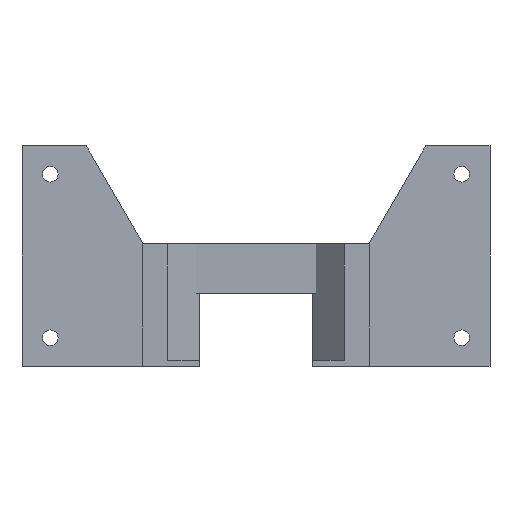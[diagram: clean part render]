
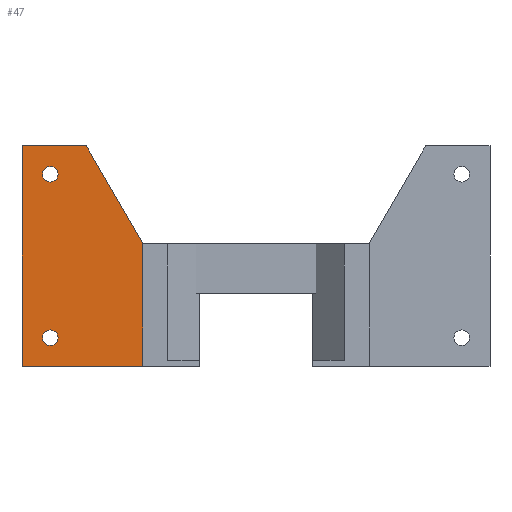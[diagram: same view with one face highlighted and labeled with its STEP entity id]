
A CAD part, front view. The second image highlights one B-rep face of the part: STEP entity #47.
In plain terms, the highlighted planar face has unit normal (0, -1, 0).
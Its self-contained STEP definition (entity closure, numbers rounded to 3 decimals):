
#21 = EDGE_CURVE ( 'NONE', #423, #655, #1005, .T. ) ;
#25 = AXIS2_PLACEMENT_3D ( 'NONE', #73, #66, #873 ) ;
#31 = AXIS2_PLACEMENT_3D ( 'NONE', #101, #189, #797 ) ;
#45 = VECTOR ( 'NONE', #376, 1000. ) ;
#47 = ADVANCED_FACE ( 'NONE', ( #152, #186, #749 ), #808, .F. ) ;
#48 = EDGE_CURVE ( 'NONE', #229, #72, #771, .T. ) ;
#63 = DIRECTION ( 'NONE',  ( 0., 0., 1. ) ) ;
#66 = DIRECTION ( 'NONE',  ( 0., 1., 0. ) ) ;
#68 = VERTEX_POINT ( 'NONE', #453 ) ;
#72 = VERTEX_POINT ( 'NONE', #721 ) ;
#73 = CARTESIAN_POINT ( 'NONE',  ( -36.5, 0., -4.325 ) ) ;
#74 = VERTEX_POINT ( 'NONE', #534 ) ;
#95 = ORIENTED_EDGE ( 'NONE', *, *, #478, .T. ) ;
#101 = CARTESIAN_POINT ( 'NONE',  ( 0., 0., 0. ) ) ;
#123 = ORIENTED_EDGE ( 'NONE', *, *, #983, .T. ) ;
#134 = EDGE_CURVE ( 'NONE', #72, #1112, #746, .T. ) ;
#144 = CARTESIAN_POINT ( 'NONE',  ( -36.5, 0., 18.815 ) ) ;
#150 = VERTEX_POINT ( 'NONE', #820 ) ;
#152 = FACE_OUTER_BOUND ( 'NONE', #239, .T. ) ;
#157 = AXIS2_PLACEMENT_3D ( 'NONE', #467, #1078, #275 ) ;
#186 = FACE_BOUND ( 'NONE', #824, .T. ) ;
#189 = DIRECTION ( 'NONE',  ( 0., 1., 0. ) ) ;
#197 = DIRECTION ( 'NONE',  ( 0., 0., 1. ) ) ;
#208 = EDGE_LOOP ( 'NONE', ( #123, #849 ) ) ;
#229 = VERTEX_POINT ( 'NONE', #651 ) ;
#235 = VECTOR ( 'NONE', #425, 1000. ) ;
#239 = EDGE_LOOP ( 'NONE', ( #795, #95, #686, #1047, #707, #362 ) ) ;
#275 = DIRECTION ( 'NONE',  ( 0., 0., 1. ) ) ;
#323 = CARTESIAN_POINT ( 'NONE',  ( -36.5, 0., 18.815 ) ) ;
#355 = CARTESIAN_POINT ( 'NONE',  ( -40.5, 0., 0. ) ) ;
#360 = EDGE_CURVE ( 'NONE', #68, #74, #435, .T. ) ;
#362 = ORIENTED_EDGE ( 'NONE', *, *, #997, .T. ) ;
#371 = CARTESIAN_POINT ( 'NONE',  ( -36.5, 0., -3.225 ) ) ;
#376 = DIRECTION ( 'NONE',  ( 1., 0., 0. ) ) ;
#408 = VERTEX_POINT ( 'NONE', #756 ) ;
#423 = VERTEX_POINT ( 'NONE', #837 ) ;
#425 = DIRECTION ( 'NONE',  ( 0., 0., 1. ) ) ;
#435 = CIRCLE ( 'NONE', #892, 1.1 ) ;
#453 = CARTESIAN_POINT ( 'NONE',  ( -36.5, 0., 17.715 ) ) ;
#464 = EDGE_CURVE ( 'NONE', #74, #68, #942, .T. ) ;
#465 = VECTOR ( 'NONE', #971, 1000. ) ;
#467 = CARTESIAN_POINT ( 'NONE',  ( -36.5, 0., -4.325 ) ) ;
#478 = EDGE_CURVE ( 'NONE', #655, #1112, #680, .T. ) ;
#506 = CARTESIAN_POINT ( 'NONE',  ( -23.39, 0., 8.959 ) ) ;
#534 = CARTESIAN_POINT ( 'NONE',  ( -36.5, 0., 19.915 ) ) ;
#541 = VECTOR ( 'NONE', #197, 1000. ) ;
#550 = CARTESIAN_POINT ( 'NONE',  ( -23.39, 0., 0. ) ) ;
#568 = AXIS2_PLACEMENT_3D ( 'NONE', #323, #596, #63 ) ;
#577 = DIRECTION ( 'NONE',  ( 0., 0., 1. ) ) ;
#596 = DIRECTION ( 'NONE',  ( 0., 1., 0. ) ) ;
#646 = CIRCLE ( 'NONE', #157, 1.1 ) ;
#651 = CARTESIAN_POINT ( 'NONE',  ( -40.5, 0., -8.325 ) ) ;
#655 = VERTEX_POINT ( 'NONE', #506 ) ;
#678 = LINE ( 'NONE', #1072, #45 ) ;
#680 = LINE ( 'NONE', #939, #722 ) ;
#681 = EDGE_CURVE ( 'NONE', #1031, #408, #753, .T. ) ;
#686 = ORIENTED_EDGE ( 'NONE', *, *, #134, .F. ) ;
#707 = ORIENTED_EDGE ( 'NONE', *, *, #1027, .T. ) ;
#721 = CARTESIAN_POINT ( 'NONE',  ( -40.5, 0., 22.815 ) ) ;
#722 = VECTOR ( 'NONE', #852, 1000. ) ;
#738 = DIRECTION ( 'NONE',  ( 1., 0., 0. ) ) ;
#746 = LINE ( 'NONE', #1086, #1037 ) ;
#749 = FACE_BOUND ( 'NONE', #208, .T. ) ;
#753 = CIRCLE ( 'NONE', #25, 1.1 ) ;
#756 = CARTESIAN_POINT ( 'NONE',  ( -36.5, 0., -5.425 ) ) ;
#771 = LINE ( 'NONE', #355, #465 ) ;
#776 = CARTESIAN_POINT ( 'NONE',  ( -23.39, 0., 0. ) ) ;
#795 = ORIENTED_EDGE ( 'NONE', *, *, #21, .T. ) ;
#797 = DIRECTION ( 'NONE',  ( 0., 0., 1. ) ) ;
#808 = PLANE ( 'NONE',  #31 ) ;
#820 = CARTESIAN_POINT ( 'NONE',  ( -23.39, 0., -8.325 ) ) ;
#824 = EDGE_LOOP ( 'NONE', ( #1100, #932 ) ) ;
#837 = CARTESIAN_POINT ( 'NONE',  ( -23.39, 0., 8.955 ) ) ;
#841 = LINE ( 'NONE', #550, #541 ) ;
#849 = ORIENTED_EDGE ( 'NONE', *, *, #681, .T. ) ;
#852 = DIRECTION ( 'NONE',  ( -0.5, 0., 0.866 ) ) ;
#873 = DIRECTION ( 'NONE',  ( 0., 0., 1. ) ) ;
#892 = AXIS2_PLACEMENT_3D ( 'NONE', #144, #1106, #577 ) ;
#932 = ORIENTED_EDGE ( 'NONE', *, *, #464, .T. ) ;
#939 = CARTESIAN_POINT ( 'NONE',  ( -23.39, 0., 8.959 ) ) ;
#942 = CIRCLE ( 'NONE', #568, 1.1 ) ;
#971 = DIRECTION ( 'NONE',  ( 0., 0., 1. ) ) ;
#983 = EDGE_CURVE ( 'NONE', #408, #1031, #646, .T. ) ;
#997 = EDGE_CURVE ( 'NONE', #150, #423, #841, .T. ) ;
#1005 = LINE ( 'NONE', #776, #235 ) ;
#1027 = EDGE_CURVE ( 'NONE', #229, #150, #678, .T. ) ;
#1031 = VERTEX_POINT ( 'NONE', #371 ) ;
#1037 = VECTOR ( 'NONE', #738, 1000. ) ;
#1043 = CARTESIAN_POINT ( 'NONE',  ( -31.39, 0., 22.815 ) ) ;
#1047 = ORIENTED_EDGE ( 'NONE', *, *, #48, .F. ) ;
#1072 = CARTESIAN_POINT ( 'NONE',  ( 0., 0., -8.325 ) ) ;
#1078 = DIRECTION ( 'NONE',  ( 0., 1., 0. ) ) ;
#1086 = CARTESIAN_POINT ( 'NONE',  ( 0., 0., 22.815 ) ) ;
#1100 = ORIENTED_EDGE ( 'NONE', *, *, #360, .T. ) ;
#1106 = DIRECTION ( 'NONE',  ( 0., 1., 0. ) ) ;
#1112 = VERTEX_POINT ( 'NONE', #1043 ) ;
